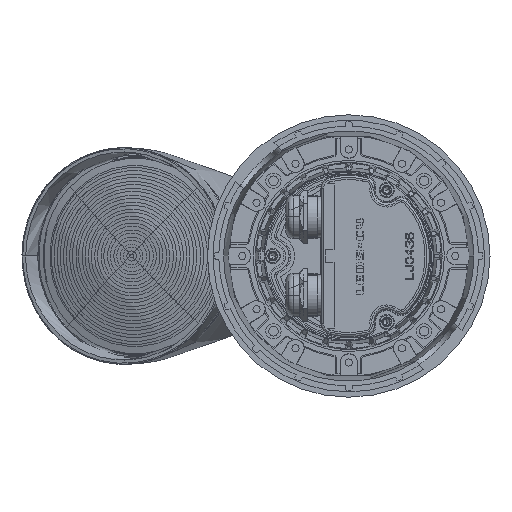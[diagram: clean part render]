
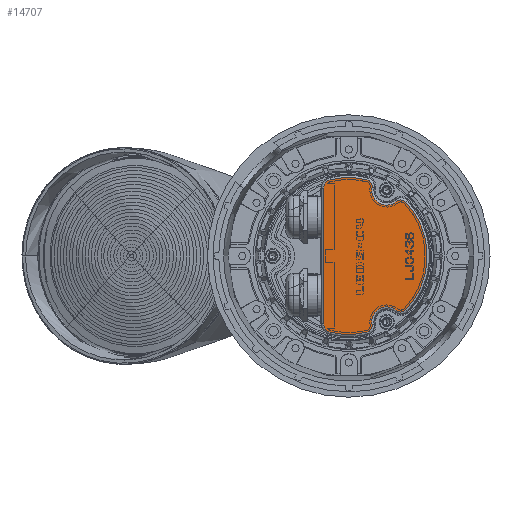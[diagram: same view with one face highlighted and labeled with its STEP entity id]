
A CAD part, front view. The second image highlights one B-rep face of the part: STEP entity #14707.
In plain terms, the highlighted planar face has unit normal (0, -1, 0).
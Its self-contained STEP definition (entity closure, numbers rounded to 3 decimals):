
#892 = CIRCLE ( 'NONE', #17965, 36.095 ) ;
#1168 = EDGE_CURVE ( 'NONE', #73810, #82308, #54197, .T. ) ;
#1337 = AXIS2_PLACEMENT_3D ( 'NONE', #25388, #67142, #33429 ) ;
#2397 = DIRECTION ( 'NONE',  ( 0., -1., 0. ) ) ;
#2529 = DIRECTION ( 'NONE',  ( 0., -1., 0. ) ) ;
#5056 = CARTESIAN_POINT ( 'NONE',  ( 8.38, -129., -35.109 ) ) ;
#5123 = AXIS2_PLACEMENT_3D ( 'NONE', #47671, #63719, #79226 ) ;
#6959 = ORIENTED_EDGE ( 'NONE', *, *, #45924, .T. ) ;
#7054 = DIRECTION ( 'NONE',  ( 0., -1., 0. ) ) ;
#9662 = VERTEX_POINT ( 'NONE', #96610 ) ;
#10741 = CARTESIAN_POINT ( 'NONE',  ( -11.595, -129., -31.109 ) ) ;
#11067 = EDGE_CURVE ( 'NONE', #46171, #50612, #892, .T. ) ;
#11936 = CARTESIAN_POINT ( 'NONE',  ( 8.38, -129., 35.109 ) ) ;
#12017 = DIRECTION ( 'NONE',  ( 0.232, 0., 0.973 ) ) ;
#13996 = DIRECTION ( 'NONE',  ( 0.984, 0., 0.179 ) ) ;
#14707 = ADVANCED_FACE ( 'NONE', ( #50936 ), #75548, .T. ) ;
#15382 = CIRCLE ( 'NONE', #5123, 36.095 ) ;
#17810 = CIRCLE ( 'NONE', #48634, 6.905 ) ;
#17965 = AXIS2_PLACEMENT_3D ( 'NONE', #95964, #72977, #64952 ) ;
#18766 = AXIS2_PLACEMENT_3D ( 'NONE', #91633, #50471, #19374 ) ;
#19374 = DIRECTION ( 'NONE',  ( -0.234, 0., -0.972 ) ) ;
#20254 = AXIS2_PLACEMENT_3D ( 'NONE', #98001, #7054, #24667 ) ;
#20257 = EDGE_CURVE ( 'NONE', #30994, #35616, #44936, .T. ) ;
#21935 = CARTESIAN_POINT ( 'NONE',  ( -11.595, -129., 31.109 ) ) ;
#23108 = CIRCLE ( 'NONE', #64152, 3.095 ) ;
#24379 = EDGE_CURVE ( 'NONE', #9662, #73810, #102704, .T. ) ;
#24667 = DIRECTION ( 'NONE',  ( -1., 0., 0. ) ) ;
#25388 = CARTESIAN_POINT ( 'NONE',  ( 0., -129., 0. ) ) ;
#26117 = CARTESIAN_POINT ( 'NONE',  ( -8.46, -129., -35.09 ) ) ;
#26128 = AXIS2_PLACEMENT_3D ( 'NONE', #38928, #40532, #30377 ) ;
#27365 = VERTEX_POINT ( 'NONE', #11936 ) ;
#27535 = CARTESIAN_POINT ( 'NONE',  ( 7.661, -129., 32.098 ) ) ;
#30377 = DIRECTION ( 'NONE',  ( -0.984, 0., 0.179 ) ) ;
#30883 = ORIENTED_EDGE ( 'NONE', *, *, #24379, .T. ) ;
#30910 = ORIENTED_EDGE ( 'NONE', *, *, #1168, .T. ) ;
#30994 = VERTEX_POINT ( 'NONE', #44187 ) ;
#31438 = DIRECTION ( 'NONE',  ( 0.647, 0., 0.763 ) ) ;
#32745 = CARTESIAN_POINT ( 'NONE',  ( 10.706, -129., 31.545 ) ) ;
#33254 = ORIENTED_EDGE ( 'NONE', *, *, #11067, .T. ) ;
#33429 = DIRECTION ( 'NONE',  ( 0.232, 0., -0.973 ) ) ;
#33796 = AXIS2_PLACEMENT_3D ( 'NONE', #46136, #63264, #13996 ) ;
#34963 = AXIS2_PLACEMENT_3D ( 'NONE', #91576, #58960, #50414 ) ;
#34988 = VECTOR ( 'NONE', #96429, 1000. ) ;
#35616 = VERTEX_POINT ( 'NONE', #32745 ) ;
#36377 = VERTEX_POINT ( 'NONE', #83164 ) ;
#37829 = CARTESIAN_POINT ( 'NONE',  ( 23.968, -129., 22.684 ) ) ;
#37866 = EDGE_CURVE ( 'NONE', #27365, #9662, #15382, .T. ) ;
#38928 = CARTESIAN_POINT ( 'NONE',  ( 17.5, -129., 30.311 ) ) ;
#40532 = DIRECTION ( 'NONE',  ( 0., 1., 0. ) ) ;
#44187 = CARTESIAN_POINT ( 'NONE',  ( 21.966, -129., 25.044 ) ) ;
#44461 = EDGE_CURVE ( 'NONE', #71403, #77857, #47499, .T. ) ;
#44936 = CIRCLE ( 'NONE', #26128, 6.905 ) ;
#45924 = EDGE_CURVE ( 'NONE', #77857, #80088, #49176, .T. ) ;
#46136 = CARTESIAN_POINT ( 'NONE',  ( 7.661, -129., -32.098 ) ) ;
#46171 = VERTEX_POINT ( 'NONE', #47207 ) ;
#47207 = CARTESIAN_POINT ( 'NONE',  ( 26.215, -129., -24.811 ) ) ;
#47499 = CIRCLE ( 'NONE', #1337, 36.095 ) ;
#47671 = CARTESIAN_POINT ( 'NONE',  ( 0., -129., 0. ) ) ;
#48392 = ORIENTED_EDGE ( 'NONE', *, *, #90608, .T. ) ;
#48597 = DIRECTION ( 'NONE',  ( 0., 1., 0. ) ) ;
#48634 = AXIS2_PLACEMENT_3D ( 'NONE', #80702, #48597, #31438 ) ;
#49176 = CIRCLE ( 'NONE', #33796, 3.095 ) ;
#50414 = DIRECTION ( 'NONE',  ( 0., 0., -1. ) ) ;
#50471 = DIRECTION ( 'NONE',  ( 0., -1., 0. ) ) ;
#50612 = VERTEX_POINT ( 'NONE', #60240 ) ;
#50936 = FACE_OUTER_BOUND ( 'NONE', #65263, .T. ) ;
#52397 = CARTESIAN_POINT ( 'NONE',  ( 10.706, -129., -31.545 ) ) ;
#53196 = ORIENTED_EDGE ( 'NONE', *, *, #44461, .T. ) ;
#53666 = CARTESIAN_POINT ( 'NONE',  ( -11.595, -129., -31.109 ) ) ;
#54197 = LINE ( 'NONE', #53666, #34988 ) ;
#54872 = EDGE_CURVE ( 'NONE', #80088, #36377, #17810, .T. ) ;
#57787 = ORIENTED_EDGE ( 'NONE', *, *, #37866, .T. ) ;
#58960 = DIRECTION ( 'NONE',  ( 0., -1., 0. ) ) ;
#59497 = CIRCLE ( 'NONE', #100427, 3.095 ) ;
#60240 = CARTESIAN_POINT ( 'NONE',  ( 26.215, -129., 24.811 ) ) ;
#60928 = DIRECTION ( 'NONE',  ( 0., -1., 0. ) ) ;
#63264 = DIRECTION ( 'NONE',  ( 0., -1., 0. ) ) ;
#63719 = DIRECTION ( 'NONE',  ( 0., -1., 0. ) ) ;
#64152 = AXIS2_PLACEMENT_3D ( 'NONE', #37829, #60928, #93539 ) ;
#64952 = DIRECTION ( 'NONE',  ( 0.726, 0., 0.687 ) ) ;
#65170 = CIRCLE ( 'NONE', #85620, 3.095 ) ;
#65263 = EDGE_LOOP ( 'NONE', ( #103430, #48392, #33254, #95039, #77451, #73864, #57787, #30883, #30910, #70627, #53196, #6959 ) ) ;
#67142 = DIRECTION ( 'NONE',  ( 0., -1., 0. ) ) ;
#70627 = ORIENTED_EDGE ( 'NONE', *, *, #74687, .T. ) ;
#71403 = VERTEX_POINT ( 'NONE', #26117 ) ;
#72977 = DIRECTION ( 'NONE',  ( 0., -1., 0. ) ) ;
#73810 = VERTEX_POINT ( 'NONE', #21935 ) ;
#73864 = ORIENTED_EDGE ( 'NONE', *, *, #74395, .T. ) ;
#74395 = EDGE_CURVE ( 'NONE', #35616, #27365, #65170, .T. ) ;
#74687 = EDGE_CURVE ( 'NONE', #82308, #71403, #102495, .T. ) ;
#75548 = PLANE ( 'NONE',  #34963 ) ;
#75862 = CARTESIAN_POINT ( 'NONE',  ( 23.968, -129., -22.684 ) ) ;
#77451 = ORIENTED_EDGE ( 'NONE', *, *, #20257, .T. ) ;
#77857 = VERTEX_POINT ( 'NONE', #5056 ) ;
#79226 = DIRECTION ( 'NONE',  ( -0.234, 0., 0.972 ) ) ;
#80088 = VERTEX_POINT ( 'NONE', #52397 ) ;
#80702 = CARTESIAN_POINT ( 'NONE',  ( 17.5, -129., -30.311 ) ) ;
#82308 = VERTEX_POINT ( 'NONE', #10741 ) ;
#82927 = EDGE_CURVE ( 'NONE', #50612, #30994, #23108, .T. ) ;
#83164 = CARTESIAN_POINT ( 'NONE',  ( 21.966, -129., -25.044 ) ) ;
#85620 = AXIS2_PLACEMENT_3D ( 'NONE', #27535, #2397, #12017 ) ;
#90608 = EDGE_CURVE ( 'NONE', #36377, #46171, #59497, .T. ) ;
#91576 = CARTESIAN_POINT ( 'NONE',  ( 0., -129., 0. ) ) ;
#91633 = CARTESIAN_POINT ( 'NONE',  ( -7.5, -129., -31.109 ) ) ;
#93539 = DIRECTION ( 'NONE',  ( -0.647, 0., 0.763 ) ) ;
#95039 = ORIENTED_EDGE ( 'NONE', *, *, #82927, .T. ) ;
#95964 = CARTESIAN_POINT ( 'NONE',  ( 0., -129., 0. ) ) ;
#96429 = DIRECTION ( 'NONE',  ( 0., 0., -1. ) ) ;
#96610 = CARTESIAN_POINT ( 'NONE',  ( -8.46, -129., 35.09 ) ) ;
#98001 = CARTESIAN_POINT ( 'NONE',  ( -7.5, -129., 31.109 ) ) ;
#100427 = AXIS2_PLACEMENT_3D ( 'NONE', #75862, #2529, #100449 ) ;
#100449 = DIRECTION ( 'NONE',  ( 0.726, 0., -0.687 ) ) ;
#102495 = CIRCLE ( 'NONE', #18766, 4.095 ) ;
#102704 = CIRCLE ( 'NONE', #20254, 4.095 ) ;
#103430 = ORIENTED_EDGE ( 'NONE', *, *, #54872, .T. ) ;
